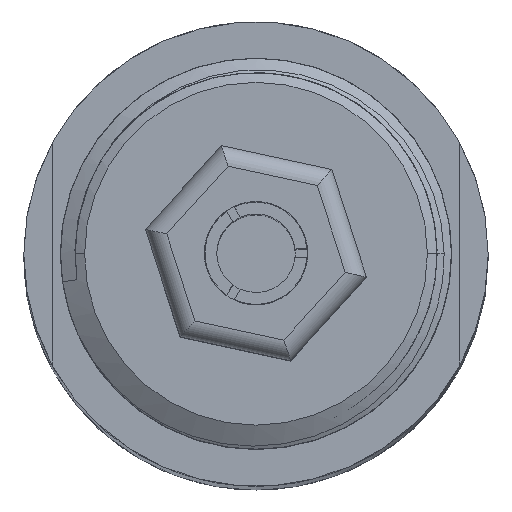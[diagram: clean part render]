
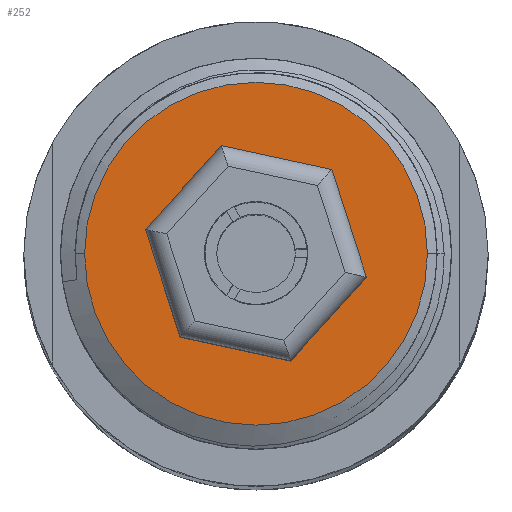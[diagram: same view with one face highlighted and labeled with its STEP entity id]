
A CAD part, top view. The second image highlights one B-rep face of the part: STEP entity #252.
In plain terms, the highlighted planar face has unit normal (0, 0, 1).
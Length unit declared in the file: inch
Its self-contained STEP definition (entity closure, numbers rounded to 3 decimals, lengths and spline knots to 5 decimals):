
#247 = EDGE_CURVE ( 'NONE', #5935, #5938, #1315, .T. ) ;
#252 = ADVANCED_FACE ( 'NONE', ( #1613, #1601 ), #1600, .F. ) ;
#253 = EDGE_LOOP ( 'NONE', ( #260, #261 ) ) ;
#260 = ORIENTED_EDGE ( 'NONE', *, *, #5937, .T. ) ;
#261 = ORIENTED_EDGE ( 'NONE', *, *, #247, .T. ) ;
#262 = EDGE_LOOP ( 'NONE', ( #263, #326 ) ) ;
#263 = ORIENTED_EDGE ( 'NONE', *, *, #5610, .F. ) ;
#326 = ORIENTED_EDGE ( 'NONE', *, *, #2879, .F. ) ;
#1311 = DIRECTION ( 'NONE',  ( -1., 0., 0. ) ) ;
#1312 = DIRECTION ( 'NONE',  ( 0., 0., -1. ) ) ;
#1313 = CARTESIAN_POINT ( 'NONE',  ( 0., 0., 0.28 ) ) ;
#1314 = AXIS2_PLACEMENT_3D ( 'NONE', #1313, #1312, #1311 ) ;
#1315 = CIRCLE ( 'NONE', #1314, 0.125 ) ;
#1600 = PLANE ( 'NONE',  #1611 ) ;
#1601 = FACE_OUTER_BOUND ( 'NONE', #262, .T. ) ;
#1608 = DIRECTION ( 'NONE',  ( -1., 0., 0. ) ) ;
#1609 = DIRECTION ( 'NONE',  ( 0., 0., -1. ) ) ;
#1610 = CARTESIAN_POINT ( 'NONE',  ( 0.3125, 0., 0.28 ) ) ;
#1611 = AXIS2_PLACEMENT_3D ( 'NONE', #1610, #1609, #1608 ) ;
#1613 = FACE_BOUND ( 'NONE', #253, .T. ) ;
#1945 = DIRECTION ( 'NONE',  ( -1., 0., 0. ) ) ;
#1946 = DIRECTION ( 'NONE',  ( 0., 0., -1. ) ) ;
#1947 = AXIS2_PLACEMENT_3D ( 'NONE', #1954, #1946, #1945 ) ;
#1948 = CIRCLE ( 'NONE', #1947, 0.2732 ) ;
#1954 = CARTESIAN_POINT ( 'NONE',  ( 0., 0., 0.28 ) ) ;
#2879 = EDGE_CURVE ( 'NONE', #5614, #5607, #1948, .T. ) ;
#4240 = CARTESIAN_POINT ( 'NONE',  ( 0.2732, 0., 0.28 ) ) ;
#4246 = DIRECTION ( 'NONE',  ( -1., 0., 0. ) ) ;
#4247 = DIRECTION ( 'NONE',  ( 0., 0., -1. ) ) ;
#4248 = CARTESIAN_POINT ( 'NONE',  ( 0., 0., 0.28 ) ) ;
#4249 = AXIS2_PLACEMENT_3D ( 'NONE', #4248, #4247, #4246 ) ;
#4250 = CIRCLE ( 'NONE', #4249, 0.2732 ) ;
#4255 = CARTESIAN_POINT ( 'NONE',  ( -0.2732, 0., 0.28 ) ) ;
#4985 = CARTESIAN_POINT ( 'NONE',  ( -0.125, 0., 0.28 ) ) ;
#4986 = DIRECTION ( 'NONE',  ( -1., 0., 0. ) ) ;
#4987 = DIRECTION ( 'NONE',  ( 0., 0., -1. ) ) ;
#4988 = CARTESIAN_POINT ( 'NONE',  ( 0., 0., 0.28 ) ) ;
#4989 = AXIS2_PLACEMENT_3D ( 'NONE', #4988, #4987, #4986 ) ;
#4990 = CIRCLE ( 'NONE', #4989, 0.125 ) ;
#4991 = CARTESIAN_POINT ( 'NONE',  ( 0.125, 0., 0.28 ) ) ;
#5607 = VERTEX_POINT ( 'NONE', #4255 ) ;
#5610 = EDGE_CURVE ( 'NONE', #5607, #5614, #4250, .T. ) ;
#5614 = VERTEX_POINT ( 'NONE', #4240 ) ;
#5935 = VERTEX_POINT ( 'NONE', #4991 ) ;
#5937 = EDGE_CURVE ( 'NONE', #5938, #5935, #4990, .T. ) ;
#5938 = VERTEX_POINT ( 'NONE', #4985 ) ;
